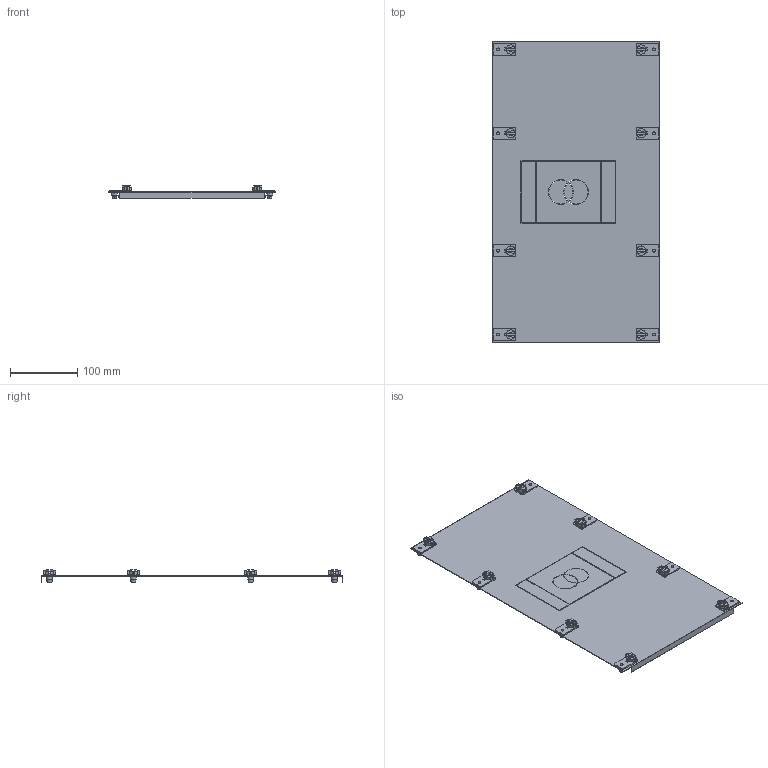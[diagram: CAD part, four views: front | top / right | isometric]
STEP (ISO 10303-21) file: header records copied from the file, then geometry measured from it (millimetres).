
FILE_DESCRIPTION((''),'2;1');
FILE_NAME('CP_1-3_F_4X_BLACK_ASM','2023-01-24T14:28:49',('klemen.sitar'),('Audax d.o.o.'),'CREO PARAMETRIC BY PTC INC, 2021304','CREO PARAMETRIC BY PTC INC, 2021304','');
FILE_SCHEMA(('AP242_MANAGED_MODEL_BASED_3D_ENGINEERING_MIM_LF { 1 0 10303 442 1 1 4 }'));
Length unit declared in the file: millimetre
Products named in the file (6): ZU_1; PRT0002_1_1_1_1_1_1_2_3_1; PRT0003_1_1_1_1_1_1_2_3_1; BLACK_PIN_ASM_1_ASM_1_ASM_1_A_5_ASM; PRT0003; CP_1-3_F_4X_BLACK_ASM
Assembly tree (12 placements, depth 3):
  CP_1-3_F_4X_BLACK_ASM
    ZU_1
    BLACK_PIN_ASM_1_ASM_1_ASM_1_A_5_ASM  x8
      PRT0002_1_1_1_1_1_1_2_3_1
      PRT0003_1_1_1_1_1_1_2_3_1
    PRT0003
Bounding box: 250 x 450 x 18.6 mm (x, y, z)
Volume: 137834.3 mm3; surface area: 256762.9 mm2
Topology: 23 solids, 23 shells, 722 faces, 2076 edges, 1408 vertices
Faces by surface type: plane 458, cylinder 248, cone 16
Entity records: 8810 total; most frequent: CARTESIAN_POINT 1244, DIRECTION 1053, ORIENTED_EDGE 1030, EDGE_CURVE 515, PRESENTATION_STYLE_ASSIGNMENT 474, STYLED_ITEM 474, CURVE_STYLE 439, AXIS2_PLACEMENT_3D 370
